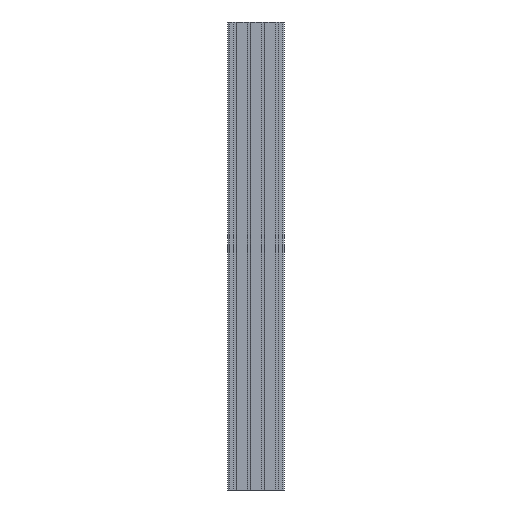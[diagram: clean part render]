
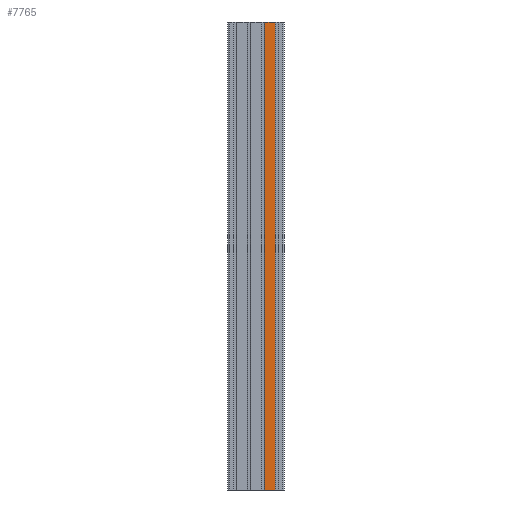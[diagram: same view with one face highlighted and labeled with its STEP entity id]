
A CAD part, front view. The second image highlights one B-rep face of the part: STEP entity #7765.
In plain terms, the highlighted planar face has unit normal (0, -1, 0).
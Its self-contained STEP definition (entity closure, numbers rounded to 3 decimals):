
#136=PLANE($,#8364);
#433=FACE_OUTER_BOUND($,#833,.T.);
#833=EDGE_LOOP($,(#5771,#5772,#5773,#5774));
#1439=LINE($,#12315,#2223);
#1440=LINE($,#12318,#2224);
#1441=LINE($,#12320,#2225);
#1442=LINE($,#12321,#2226);
#2223=VECTOR($,#9936,1000.);
#2224=VECTOR($,#9939,21.8);
#2225=VECTOR($,#9940,21.8);
#2226=VECTOR($,#9941,1000.);
#3415=VERTEX_POINT($,#12311);
#3416=VERTEX_POINT($,#12313);
#3417=VERTEX_POINT($,#12317);
#3418=VERTEX_POINT($,#12319);
#4397=EDGE_CURVE($,#3415,#3416,#1439,.T.);
#4398=EDGE_CURVE($,#3417,#3415,#1440,.T.);
#4399=EDGE_CURVE($,#3418,#3416,#1441,.T.);
#4400=EDGE_CURVE($,#3417,#3418,#1442,.T.);
#5771=ORIENTED_EDGE($,*,*,#4398,.T.);
#5772=ORIENTED_EDGE($,*,*,#4397,.T.);
#5773=ORIENTED_EDGE($,*,*,#4399,.F.);
#5774=ORIENTED_EDGE($,*,*,#4400,.F.);
#7765=ADVANCED_FACE($,(#433),#136,.T.);
#8364=AXIS2_PLACEMENT_3D($,#12316,#9937,#9938);
#9936=DIRECTION($,(0.,0.,1.));
#9937=DIRECTION('center_axis',(0.,-1.,0.));
#9938=DIRECTION('ref_axis',(1.,0.,0.));
#9939=DIRECTION($,(1.,0.,0.));
#9940=DIRECTION($,(1.,0.,0.));
#9941=DIRECTION($,(0.,0.,1.));
#12311=CARTESIAN_POINT('',(21.8,-30.,0.));
#12313=CARTESIAN_POINT('',(21.8,-30.,1000.));
#12315=CARTESIAN_POINT($,(21.8,-30.,0.));
#12316=CARTESIAN_POINT('Origin',(0.,-30.,
0.));
#12317=CARTESIAN_POINT('',(0.,-30.,0.));
#12318=CARTESIAN_POINT($,(0.,-30.,0.));
#12319=CARTESIAN_POINT('',(0.,-30.,1000.));
#12320=CARTESIAN_POINT($,(0.,-30.,1000.));
#12321=CARTESIAN_POINT($,(0.,-30.,0.));
